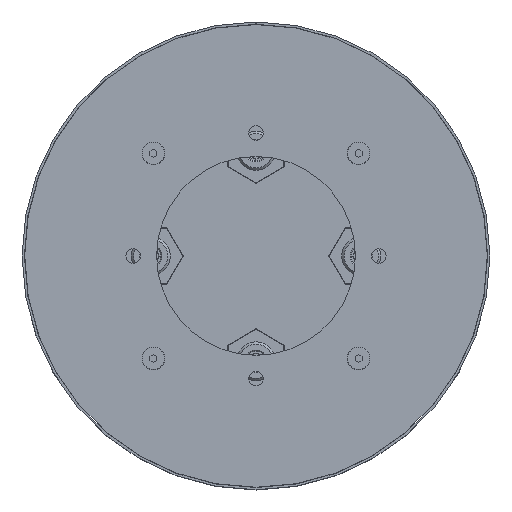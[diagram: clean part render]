
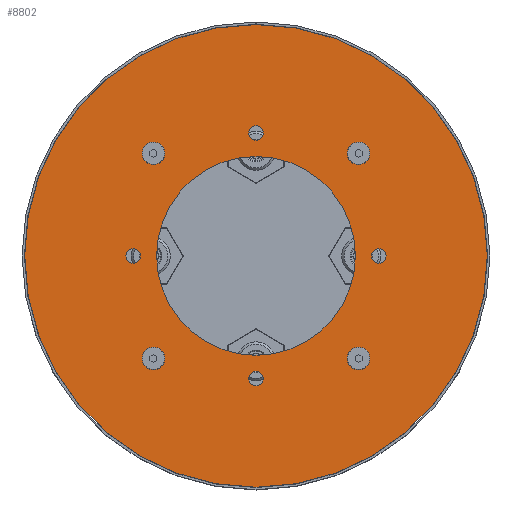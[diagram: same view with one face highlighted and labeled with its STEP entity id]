
A CAD part, top view. The second image highlights one B-rep face of the part: STEP entity #8802.
In plain terms, the highlighted planar face has unit normal (0, 0, 1).
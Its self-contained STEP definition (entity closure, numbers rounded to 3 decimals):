
#8802=ADVANCED_FACE('',(#15141,#15142,#15143,#15144,#15145,#15146,#15147,#15148,#15149,#15150),#15151,.T.);
#15141=FACE_BOUND('',#22274,.T.);
#15142=FACE_BOUND('',#22275,.T.);
#15143=FACE_BOUND('',#22276,.T.);
#15144=FACE_BOUND('',#22277,.T.);
#15145=FACE_BOUND('',#22278,.T.);
#15146=FACE_BOUND('',#22279,.T.);
#15147=FACE_BOUND('',#22280,.T.);
#15148=FACE_BOUND('',#22281,.T.);
#15149=FACE_BOUND('',#22282,.T.);
#15150=FACE_OUTER_BOUND('',#22283,.T.);
#15151=PLANE('',#22284);
#22274=EDGE_LOOP('',(#38228));
#22275=EDGE_LOOP('',(#38229));
#22276=EDGE_LOOP('',(#38230));
#22277=EDGE_LOOP('',(#38231));
#22278=EDGE_LOOP('',(#38232));
#22279=EDGE_LOOP('',(#38233));
#22280=EDGE_LOOP('',(#38234));
#22281=EDGE_LOOP('',(#38235));
#22282=EDGE_LOOP('',(#38236));
#22283=EDGE_LOOP('',(#38237));
#22284=AXIS2_PLACEMENT_3D('',#38238,#38239,#38240);
#38228=ORIENTED_EDGE('',*,*,#46002,.F.);
#38229=ORIENTED_EDGE('',*,*,#46003,.F.);
#38230=ORIENTED_EDGE('',*,*,#46004,.F.);
#38231=ORIENTED_EDGE('',*,*,#46005,.F.);
#38232=ORIENTED_EDGE('',*,*,#46006,.F.);
#38233=ORIENTED_EDGE('',*,*,#46007,.F.);
#38234=ORIENTED_EDGE('',*,*,#46008,.F.);
#38235=ORIENTED_EDGE('',*,*,#46009,.F.);
#38236=ORIENTED_EDGE('',*,*,#46010,.F.);
#38237=ORIENTED_EDGE('',*,*,#46011,.T.);
#38238=CARTESIAN_POINT('',(0.,0.,49.0));
#38239=DIRECTION('',(0.0,0.0,1.0));
#38240=DIRECTION('',(1.0,0.0,0.0));
#46002=EDGE_CURVE('',#55179,#55179,#55180,.T.);
#46003=EDGE_CURVE('',#55181,#55181,#55182,.T.);
#46004=EDGE_CURVE('',#55183,#55183,#55184,.T.);
#46005=EDGE_CURVE('',#55185,#55185,#55186,.T.);
#46006=EDGE_CURVE('',#55187,#55187,#55188,.T.);
#46007=EDGE_CURVE('',#55189,#55189,#55190,.T.);
#46008=EDGE_CURVE('',#55191,#55191,#55192,.T.);
#46009=EDGE_CURVE('',#55193,#55193,#55194,.T.);
#46010=EDGE_CURVE('',#55195,#55195,#55196,.T.);
#46011=EDGE_CURVE('',#55197,#55197,#55198,.T.);
#55179=VERTEX_POINT('',#67919);
#55180=CIRCLE('',#67920,4.429);
#55181=VERTEX_POINT('',#67921);
#55182=CIRCLE('',#67922,4.429);
#55183=VERTEX_POINT('',#67923);
#55184=CIRCLE('',#67924,4.429);
#55185=VERTEX_POINT('',#67925);
#55186=CIRCLE('',#67926,4.429);
#55187=VERTEX_POINT('',#67927);
#55188=CIRCLE('',#67928,3.1);
#55189=VERTEX_POINT('',#67929);
#55190=CIRCLE('',#67930,3.1);
#55191=VERTEX_POINT('',#67931);
#55192=CIRCLE('',#67932,3.1);
#55193=VERTEX_POINT('',#67933);
#55194=CIRCLE('',#67934,3.1);
#55195=VERTEX_POINT('',#67935);
#55196=CIRCLE('',#67936,42.5);
#55197=VERTEX_POINT('',#67937);
#55198=CIRCLE('',#67938,98.9);
#67919=CARTESIAN_POINT('',(-39.411,-43.841,49.0));
#67920=AXIS2_PLACEMENT_3D('',#75561,#75562,#75563);
#67921=CARTESIAN_POINT('',(48.27,-43.841,49.0));
#67922=AXIS2_PLACEMENT_3D('',#75564,#75565,#75566);
#67923=CARTESIAN_POINT('',(48.27,43.841,49.0));
#67924=AXIS2_PLACEMENT_3D('',#75567,#75568,#75569);
#67925=CARTESIAN_POINT('',(-39.411,43.841,49.0));
#67926=AXIS2_PLACEMENT_3D('',#75570,#75571,#75572);
#67927=CARTESIAN_POINT('',(3.1,52.5,49.0));
#67928=AXIS2_PLACEMENT_3D('',#75573,#75574,#75575);
#67929=CARTESIAN_POINT('',(55.6,0.,49.0));
#67930=AXIS2_PLACEMENT_3D('',#75576,#75577,#75578);
#67931=CARTESIAN_POINT('',(3.1,-52.5,49.0));
#67932=AXIS2_PLACEMENT_3D('',#75579,#75580,#75581);
#67933=CARTESIAN_POINT('',(-49.4,0.0,49.0));
#67934=AXIS2_PLACEMENT_3D('',#75582,#75583,#75584);
#67935=CARTESIAN_POINT('',(42.5,0.,49.0));
#67936=AXIS2_PLACEMENT_3D('',#75585,#75586,#75587);
#67937=CARTESIAN_POINT('',(98.9,0.,49.0));
#67938=AXIS2_PLACEMENT_3D('',#75588,#75589,#75590);
#75561=CARTESIAN_POINT('',(-43.841,-43.841,49.0));
#75562=DIRECTION('',(0.0,0.0,1.0));
#75563=DIRECTION('',(1.0,0.0,0.0));
#75564=CARTESIAN_POINT('',(43.841,-43.841,49.0));
#75565=DIRECTION('',(0.0,0.0,1.0));
#75566=DIRECTION('',(1.0,0.0,0.0));
#75567=CARTESIAN_POINT('',(43.841,43.841,49.0));
#75568=DIRECTION('',(0.0,0.0,1.0));
#75569=DIRECTION('',(1.0,0.0,0.0));
#75570=CARTESIAN_POINT('',(-43.841,43.841,49.0));
#75571=DIRECTION('',(0.0,0.0,1.0));
#75572=DIRECTION('',(1.0,0.0,0.0));
#75573=CARTESIAN_POINT('',(0.,52.5,49.0));
#75574=DIRECTION('',(0.0,0.0,1.0));
#75575=DIRECTION('',(1.0,0.0,0.0));
#75576=CARTESIAN_POINT('',(52.5,0.,49.0));
#75577=DIRECTION('',(0.0,0.0,1.0));
#75578=DIRECTION('',(1.0,0.0,0.0));
#75579=CARTESIAN_POINT('',(0.,-52.5,49.0));
#75580=DIRECTION('',(0.0,0.0,1.0));
#75581=DIRECTION('',(1.0,0.0,0.0));
#75582=CARTESIAN_POINT('',(-52.5,0.0,49.0));
#75583=DIRECTION('',(0.0,0.0,1.0));
#75584=DIRECTION('',(1.0,0.0,0.0));
#75585=CARTESIAN_POINT('',(0.,0.,49.0));
#75586=DIRECTION('',(0.0,0.0,1.0));
#75587=DIRECTION('',(1.0,0.0,0.0));
#75588=CARTESIAN_POINT('',(0.,0.,49.0));
#75589=DIRECTION('',(0.0,0.0,1.0));
#75590=DIRECTION('',(1.0,0.0,0.0));
